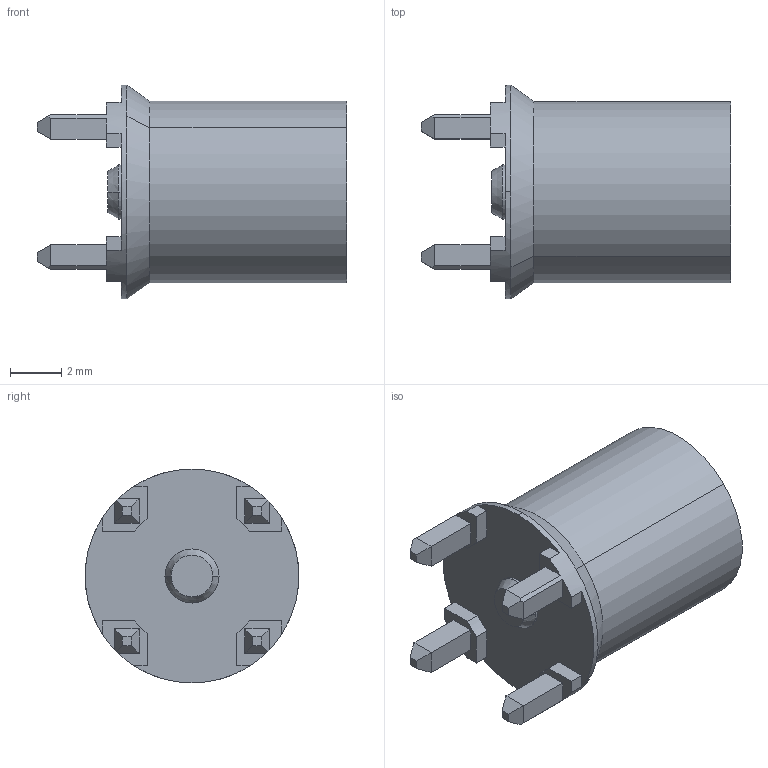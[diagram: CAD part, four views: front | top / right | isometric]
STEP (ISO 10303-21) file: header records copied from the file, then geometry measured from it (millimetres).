
FILE_DESCRIPTION((''),'2;1');
FILE_NAME('920-250J-51P_SW0001','2020-05-12T15:48:11',('Clement'),(''),'CREO PARAMETRIC BY PTC INC, 2019444','CREO PARAMETRIC BY PTC INC, 2019444','');
FILE_SCHEMA(('CONFIG_CONTROL_DESIGN'));
Length unit declared in the file: millimetre
Products named in the file (1): 920-250J-51P_SW0001
Bounding box: 12.08 x 8.34 x 8.35 mm (x, y, z)
Volume: 288.4 mm3; surface area: 432.3 mm2
Topology: 1 solids, 1 shells, 94 faces, 239 edges, 149 vertices
Faces by surface type: plane 61, cylinder 21, cone 12
Entity records: 2887 total; most frequent: CARTESIAN_POINT 572, ORIENTED_EDGE 474, DIRECTION 469, EDGE_CURVE 237, VECTOR 169, LINE 169, AXIS2_PLACEMENT_3D 150, VERTEX_POINT 149
